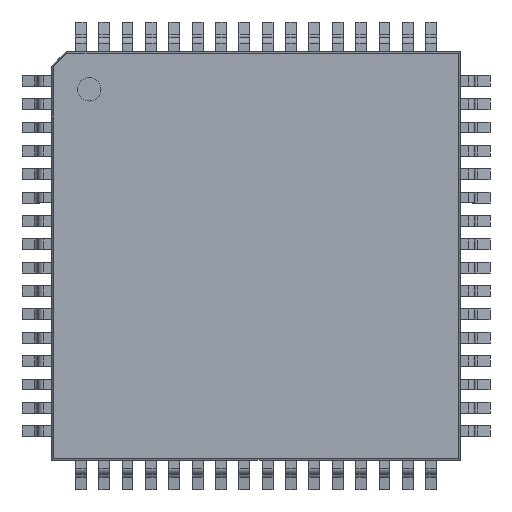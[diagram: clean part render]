
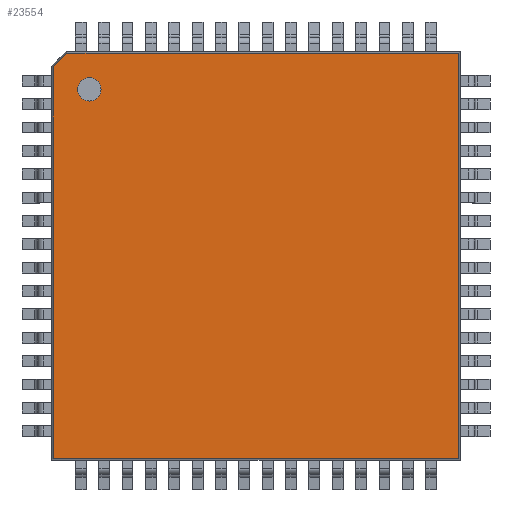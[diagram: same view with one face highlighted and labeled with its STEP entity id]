
A CAD part, top view. The second image highlights one B-rep face of the part: STEP entity #23554.
In plain terms, the highlighted planar face has unit normal (0, 0, 1).
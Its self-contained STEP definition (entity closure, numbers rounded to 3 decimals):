
#23071=CARTESIAN_POINT('',(-5.308,5.708,1.203));
#23072=VERTEX_POINT('',#23071);
#23081=CARTESIAN_POINT('',(-6.108,5.708,1.203));
#23082=VERTEX_POINT('',#23081);
#23083=CARTESIAN_POINT('',(-5.708,5.708,1.203));
#23084=DIRECTION('',(0.0,0.0,-1.0));
#23085=DIRECTION('',(1.0,0.0,0.0));
#23086=AXIS2_PLACEMENT_3D('',#23083,#23084,#23085);
#23087=CIRCLE('',#23086,0.4);
#23088=EDGE_CURVE('',#23082,#23072,#23087,.T.);
#23122=CARTESIAN_POINT('',(-5.708,5.708,1.203));
#23123=DIRECTION('',(0.0,0.0,-1.0));
#23124=DIRECTION('',(1.0,0.0,0.0));
#23125=AXIS2_PLACEMENT_3D('',#23122,#23123,#23124);
#23126=CIRCLE('',#23125,0.4);
#23127=EDGE_CURVE('',#23072,#23082,#23126,.T.);
#23402=CARTESIAN_POINT('',(-6.94,-6.94,1.203));
#23403=VERTEX_POINT('',#23402);
#23410=CARTESIAN_POINT('',(-6.94,6.475,1.203));
#23411=VERTEX_POINT('',#23410);
#23412=CARTESIAN_POINT('',(-6.94,-6.94,1.203));
#23413=DIRECTION('',(0.0,1.0,0.0));
#23414=VECTOR('',#23413,13.415);
#23415=LINE('',#23412,#23414);
#23416=EDGE_CURVE('',#23403,#23411,#23415,.T.);
#23433=CARTESIAN_POINT('',(6.94,-6.94,1.203));
#23434=VERTEX_POINT('',#23433);
#23441=CARTESIAN_POINT('',(6.94,-6.94,1.203));
#23442=DIRECTION('',(-1.0,0.0,0.0));
#23443=VECTOR('',#23442,13.88);
#23444=LINE('',#23441,#23443);
#23445=EDGE_CURVE('',#23434,#23403,#23444,.T.);
#23456=CARTESIAN_POINT('',(-6.475,6.94,1.203));
#23457=VERTEX_POINT('',#23456);
#23458=CARTESIAN_POINT('',(-6.94,6.475,1.203));
#23459=DIRECTION('',(0.707,0.707,0.0));
#23460=VECTOR('',#23459,0.657);
#23461=LINE('',#23458,#23460);
#23462=EDGE_CURVE('',#23411,#23457,#23461,.T.);
#23486=CARTESIAN_POINT('',(6.94,6.94,1.203));
#23487=VERTEX_POINT('',#23486);
#23494=CARTESIAN_POINT('',(6.94,6.94,1.203));
#23495=DIRECTION('',(0.0,-1.0,0.0));
#23496=VECTOR('',#23495,13.88);
#23497=LINE('',#23494,#23496);
#23498=EDGE_CURVE('',#23487,#23434,#23497,.T.);
#23511=CARTESIAN_POINT('',(-6.475,6.94,1.203));
#23512=DIRECTION('',(1.0,0.0,0.0));
#23513=VECTOR('',#23512,13.415);
#23514=LINE('',#23511,#23513);
#23515=EDGE_CURVE('',#23457,#23487,#23514,.T.);
#23538=CARTESIAN_POINT('',(0.,0.0,1.203));
#23539=DIRECTION('',(0.0,0.0,1.0));
#23540=DIRECTION('',(0.0,-1.0,0.0));
#23541=AXIS2_PLACEMENT_3D('',#23538,#23539,#23540);
#23542=PLANE('',#23541);
#23543=ORIENTED_EDGE('',*,*,#23416,.F.);
#23544=ORIENTED_EDGE('',*,*,#23445,.F.);
#23545=ORIENTED_EDGE('',*,*,#23498,.F.);
#23546=ORIENTED_EDGE('',*,*,#23515,.F.);
#23547=ORIENTED_EDGE('',*,*,#23462,.F.);
#23548=EDGE_LOOP('',(#23543,#23544,#23545,#23546,#23547));
#23549=FACE_OUTER_BOUND('',#23548,.T.);
#23550=ORIENTED_EDGE('',*,*,#23127,.T.);
#23551=ORIENTED_EDGE('',*,*,#23088,.T.);
#23552=EDGE_LOOP('',(#23550,#23551));
#23553=FACE_BOUND('',#23552,.T.);
#23554=ADVANCED_FACE('',(#23549,#23553),#23542,.T.);
